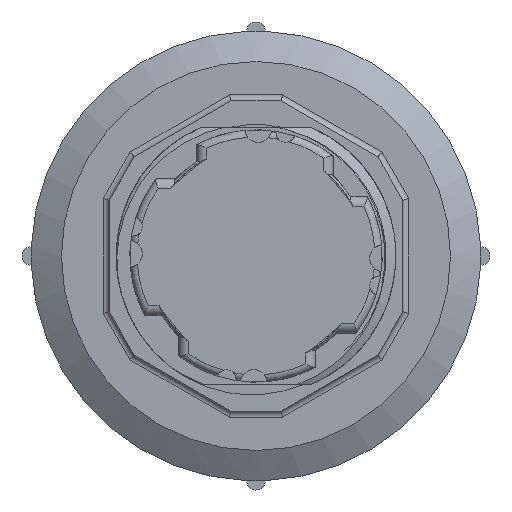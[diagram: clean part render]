
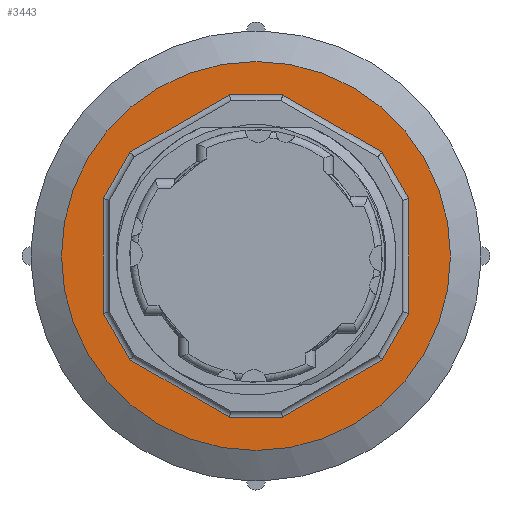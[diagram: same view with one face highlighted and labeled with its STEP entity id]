
A CAD part, front view. The second image highlights one B-rep face of the part: STEP entity #3443.
In plain terms, the highlighted planar face has unit normal (0, -1, 0).
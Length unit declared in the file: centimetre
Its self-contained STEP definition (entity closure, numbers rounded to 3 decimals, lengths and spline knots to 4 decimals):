
#150=FACE_BOUND('',#585,.T.);
#360=FACE_OUTER_BOUND('',#584,.T.);
#584=EDGE_LOOP('',(#3020));
#585=EDGE_LOOP('',(#3021,#3022,#3023,#3024,#3025,#3026,#3027,#3028,#3029,
#3030,#3031,#3032));
#713=CIRCLE('',#3675,1.6);
#1091=LINE('',#9092,#1265);
#1092=LINE('',#9094,#1266);
#1093=LINE('',#9096,#1267);
#1094=LINE('',#9098,#1268);
#1095=LINE('',#9100,#1269);
#1096=LINE('',#9102,#1270);
#1097=LINE('',#9104,#1271);
#1098=LINE('',#9106,#1272);
#1099=LINE('',#9108,#1273);
#1100=LINE('',#9110,#1274);
#1101=LINE('',#9112,#1275);
#1102=LINE('',#9113,#1276);
#1265=VECTOR('',#4435,0.4401);
#1266=VECTOR('',#4436,0.9439);
#1267=VECTOR('',#4437,0.4401);
#1268=VECTOR('',#4438,0.9439);
#1269=VECTOR('',#4439,0.4401);
#1270=VECTOR('',#4440,0.9439);
#1271=VECTOR('',#4441,0.4401);
#1272=VECTOR('',#4442,0.9439);
#1273=VECTOR('',#4443,0.4401);
#1274=VECTOR('',#4444,0.9439);
#1275=VECTOR('',#4445,0.4401);
#1276=VECTOR('',#4446,0.9439);
#1580=VERTEX_POINT('',#8967);
#1619=VERTEX_POINT('',#9090);
#1620=VERTEX_POINT('',#9091);
#1621=VERTEX_POINT('',#9093);
#1622=VERTEX_POINT('',#9095);
#1623=VERTEX_POINT('',#9097);
#1624=VERTEX_POINT('',#9099);
#1625=VERTEX_POINT('',#9101);
#1626=VERTEX_POINT('',#9103);
#1627=VERTEX_POINT('',#9105);
#1628=VERTEX_POINT('',#9107);
#1629=VERTEX_POINT('',#9109);
#1630=VERTEX_POINT('',#9111);
#2055=EDGE_CURVE('',#1580,#1580,#713,.T.);
#2111=EDGE_CURVE('',#1619,#1620,#1091,.T.);
#2112=EDGE_CURVE('',#1621,#1619,#1092,.T.);
#2113=EDGE_CURVE('',#1622,#1621,#1093,.T.);
#2114=EDGE_CURVE('',#1623,#1622,#1094,.T.);
#2115=EDGE_CURVE('',#1624,#1623,#1095,.T.);
#2116=EDGE_CURVE('',#1625,#1624,#1096,.T.);
#2117=EDGE_CURVE('',#1626,#1625,#1097,.T.);
#2118=EDGE_CURVE('',#1627,#1626,#1098,.T.);
#2119=EDGE_CURVE('',#1628,#1627,#1099,.T.);
#2120=EDGE_CURVE('',#1629,#1628,#1100,.T.);
#2121=EDGE_CURVE('',#1630,#1629,#1101,.T.);
#2122=EDGE_CURVE('',#1620,#1630,#1102,.T.);
#3020=ORIENTED_EDGE('',*,*,#2055,.T.);
#3021=ORIENTED_EDGE('',*,*,#2111,.F.);
#3022=ORIENTED_EDGE('',*,*,#2112,.F.);
#3023=ORIENTED_EDGE('',*,*,#2113,.F.);
#3024=ORIENTED_EDGE('',*,*,#2114,.F.);
#3025=ORIENTED_EDGE('',*,*,#2115,.F.);
#3026=ORIENTED_EDGE('',*,*,#2116,.F.);
#3027=ORIENTED_EDGE('',*,*,#2117,.F.);
#3028=ORIENTED_EDGE('',*,*,#2118,.F.);
#3029=ORIENTED_EDGE('',*,*,#2119,.F.);
#3030=ORIENTED_EDGE('',*,*,#2120,.F.);
#3031=ORIENTED_EDGE('',*,*,#2121,.F.);
#3032=ORIENTED_EDGE('',*,*,#2122,.F.);
#3266=PLANE('',#3731);
#3443=ADVANCED_FACE('',(#360,#150),#3266,.T.);
#3675=AXIS2_PLACEMENT_3D('',#8968,#4294,#4295);
#3731=AXIS2_PLACEMENT_3D('',#9089,#4433,#4434);
#4294=DIRECTION('center_axis',(0.,-1.,0.));
#4295=DIRECTION('ref_axis',(1.,0.,0.));
#4433=DIRECTION('center_axis',(0.,-1.,0.));
#4434=DIRECTION('ref_axis',(0.,0.,-1.));
#4435=DIRECTION('',(-1.,0.,0.));
#4436=DIRECTION('',(-0.866,0.,0.5));
#4437=DIRECTION('',(-0.5,0.,0.866));
#4438=DIRECTION('',(0.,0.,1.));
#4439=DIRECTION('',(0.5,0.,0.866));
#4440=DIRECTION('',(0.866,0.,0.5));
#4441=DIRECTION('',(1.,0.,0.));
#4442=DIRECTION('',(0.866,0.,-0.5));
#4443=DIRECTION('',(0.5,0.,-0.866));
#4444=DIRECTION('',(0.,0.,-1.));
#4445=DIRECTION('',(-0.5,0.,-0.866));
#4446=DIRECTION('',(-0.866,0.,-0.5));
#8967=CARTESIAN_POINT('',(1.7376,-0.1884,-0.1836));
#8968=CARTESIAN_POINT('Origin',(0.1376,-0.1884,-0.1836));
#9089=CARTESIAN_POINT('Origin',(1.6324,-0.1884,-0.1836));
#9090=CARTESIAN_POINT('',(0.3576,-0.1884,1.1414));
#9091=CARTESIAN_POINT('',(-0.0825,-0.1884,1.1414));
#9092=CARTESIAN_POINT('',(0.9883,-0.1884,1.1414));
#9093=CARTESIAN_POINT('',(1.175,-0.1884,0.6694));
#9094=CARTESIAN_POINT('',(1.5254,-0.1884,0.4671));
#9095=CARTESIAN_POINT('',(1.3951,-0.1884,0.2883));
#9096=CARTESIAN_POINT('',(1.5236,-0.1884,0.0658));
#9097=CARTESIAN_POINT('',(1.3951,-0.1884,-0.6556));
#9098=CARTESIAN_POINT('',(1.3951,-0.1884,-0.4129));
#9099=CARTESIAN_POINT('',(1.175,-0.1884,-1.0367));
#9100=CARTESIAN_POINT('',(1.4202,-0.1884,-0.612));
#9101=CARTESIAN_POINT('',(0.3576,-0.1884,-1.5086));
#9102=CARTESIAN_POINT('',(1.1283,-0.1884,-1.0636));
#9103=CARTESIAN_POINT('',(-0.0825,-0.1884,-1.5086));
#9104=CARTESIAN_POINT('',(0.7817,-0.1884,-1.5086));
#9105=CARTESIAN_POINT('',(-0.8999,-0.1884,-1.0367));
#9106=CARTESIAN_POINT('',(-0.1292,-0.1884,-1.4817));
#9107=CARTESIAN_POINT('',(-1.1199,-0.1884,-0.6556));
#9108=CARTESIAN_POINT('',(-0.8747,-0.1884,-1.0803));
#9109=CARTESIAN_POINT('',(-1.1199,-0.1884,0.2883));
#9110=CARTESIAN_POINT('',(-1.1199,-0.1884,0.0457));
#9111=CARTESIAN_POINT('',(-0.8999,-0.1884,0.6694));
#9112=CARTESIAN_POINT('',(-0.7714,-0.1884,0.892));
#9113=CARTESIAN_POINT('',(0.2679,-0.1884,1.3437));
